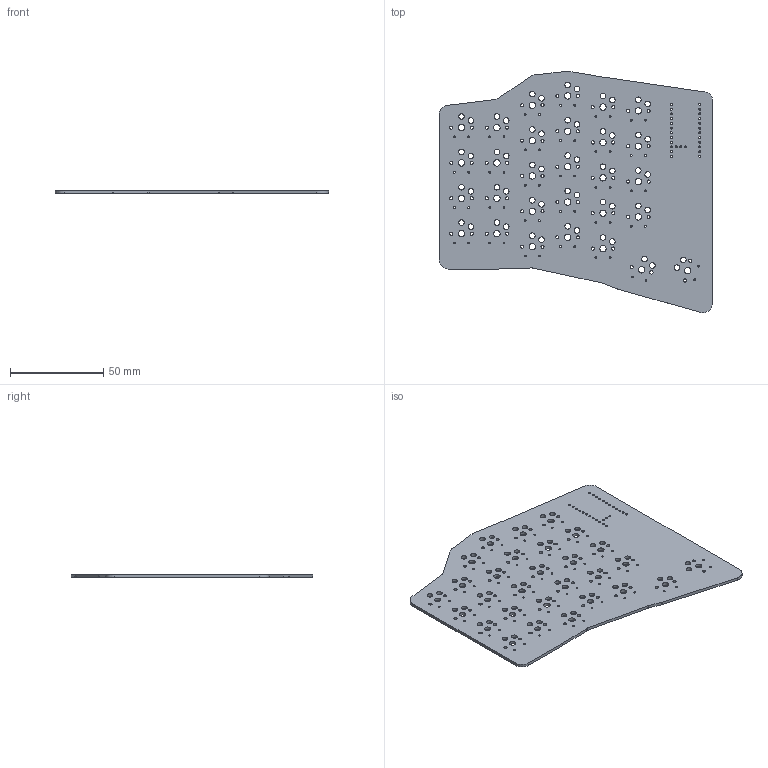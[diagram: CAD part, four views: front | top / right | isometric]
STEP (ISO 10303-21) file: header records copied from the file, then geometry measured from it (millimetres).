
FILE_DESCRIPTION(('KiCad electronic assembly'),'2;1');
FILE_NAME('pcb.step','2025-02-12T19:22:51',('Pcbnew'),('Kicad'), 'Open CASCADE STEP processor 7.8','KiCad to STEP converter','Unknown' );
FILE_SCHEMA(('AUTOMOTIVE_DESIGN { 1 0 10303 214 1 1 1 1 }'));
Length unit declared in the file: millimetre
Products named in the file (2): pcb 1; _autosave-left_PCB
Assembly tree (1 placements, depth 2):
  pcb 1
    _autosave-left_PCB
Bounding box: 146.99 x 129.72 x 1.6 mm (x, y, z)
Volume: 23421.7 mm3; surface area: 32384.7 mm2
Topology: 1 solids, 1 shells, 265 faces, 789 edges, 526 vertices
Faces by surface type: cylinder 240, plane 25
Full cylindrical faces by diameter (mm): 0.991 x58, 1.092 x27, 1.702 x58, 3 x58, 3.429 x29
Entity records: 10140 total; most frequent: DIRECTION 1803, CARTESIAN_POINT 1582, ORIENTED_EDGE 1578, EDGE_CURVE 789, AXIS2_PLACEMENT_3D 747, FACE_BOUND 725, EDGE_LOOP 725, VERTEX_POINT 526
